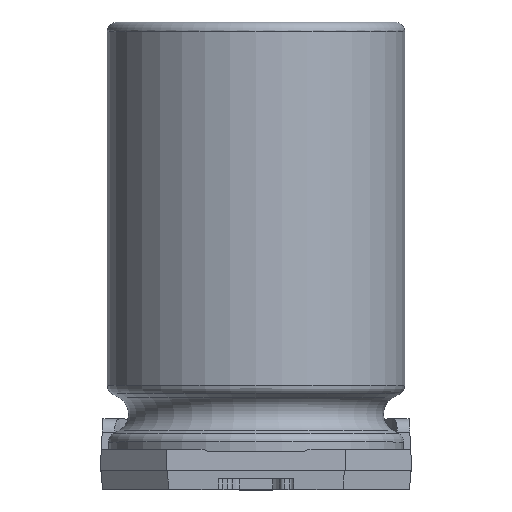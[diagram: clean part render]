
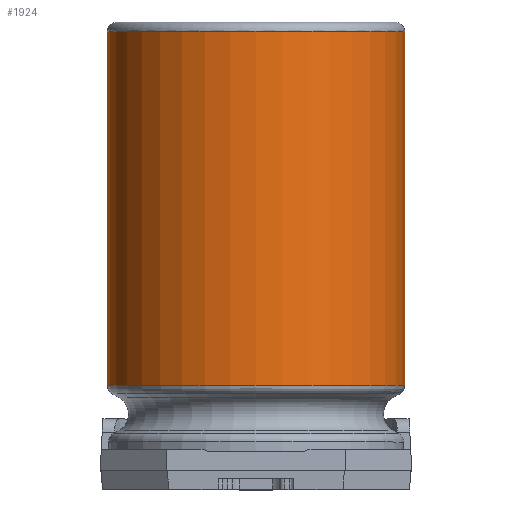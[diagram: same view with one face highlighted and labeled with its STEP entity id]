
A CAD part, top view. The second image highlights one B-rep face of the part: STEP entity #1924.
In plain terms, the highlighted cylindrical face has radius 3.15 mm (diameter 6.3 mm), a full revolution.
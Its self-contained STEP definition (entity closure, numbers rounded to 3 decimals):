
#128 = EDGE_CURVE ( 'NONE', #3495, #3495, #876, .T. ) ;
#153 = AXIS2_PLACEMENT_3D ( 'NONE', #1990, #3494, #3901 ) ;
#279 = CYLINDRICAL_SURFACE ( 'NONE', #329, 3.15 ) ;
#329 = AXIS2_PLACEMENT_3D ( 'NONE', #700, #1468, #2840 ) ;
#489 = CARTESIAN_POINT ( 'NONE',  ( 0., 1.806, -3.15 ) ) ;
#700 = CARTESIAN_POINT ( 'NONE',  ( 0., 0., 0. ) ) ;
#876 = CIRCLE ( 'NONE', #153, 3.15 ) ;
#1092 = FACE_OUTER_BOUND ( 'NONE', #2030, .T. ) ;
#1305 = EDGE_CURVE ( 'NONE', #1414, #1414, #2803, .T. ) ;
#1308 = CARTESIAN_POINT ( 'NONE',  ( 0., 9.3, 0. ) ) ;
#1414 = VERTEX_POINT ( 'NONE', #3335 ) ;
#1468 = DIRECTION ( 'NONE',  ( 0., -1., 0. ) ) ;
#1798 = AXIS2_PLACEMENT_3D ( 'NONE', #1308, #3213, #3958 ) ;
#1924 = ADVANCED_FACE ( 'NONE', ( #3698, #1092 ), #279, .T. ) ;
#1990 = CARTESIAN_POINT ( 'NONE',  ( 0., 1.806, 0. ) ) ;
#2030 = EDGE_LOOP ( 'NONE', ( #3530 ) ) ;
#2031 = ORIENTED_EDGE ( 'NONE', *, *, #1305, .T. ) ;
#2803 = CIRCLE ( 'NONE', #1798, 3.15 ) ;
#2840 = DIRECTION ( 'NONE',  ( 0., 0., -1. ) ) ;
#3213 = DIRECTION ( 'NONE',  ( 0., -1., 0. ) ) ;
#3335 = CARTESIAN_POINT ( 'NONE',  ( 0., 9.3, -3.15 ) ) ;
#3494 = DIRECTION ( 'NONE',  ( 0., -1., 0. ) ) ;
#3495 = VERTEX_POINT ( 'NONE', #489 ) ;
#3530 = ORIENTED_EDGE ( 'NONE', *, *, #128, .F. ) ;
#3698 = FACE_OUTER_BOUND ( 'NONE', #4077, .T. ) ;
#3901 = DIRECTION ( 'NONE',  ( 0., 0., -1. ) ) ;
#3958 = DIRECTION ( 'NONE',  ( 0., 0., -1. ) ) ;
#4077 = EDGE_LOOP ( 'NONE', ( #2031 ) ) ;
